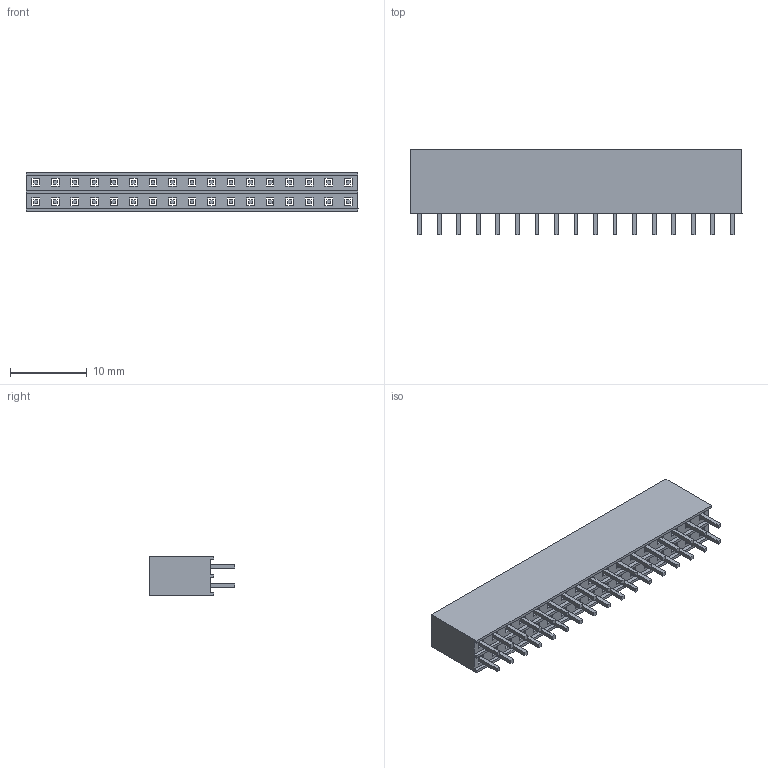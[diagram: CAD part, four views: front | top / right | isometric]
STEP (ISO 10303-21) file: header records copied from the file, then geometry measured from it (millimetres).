
FILE_DESCRIPTION (( 'STEP AP214' ), '1' );
FILE_NAME ('User Library-PBD2-34.STEP', '2019-09-30T10:59:28', ( '' ), ( '' ), 'SwSTEP 2.0', 'SolidWorks 2019', '' );
FILE_SCHEMA (( 'AUTOMOTIVE_DESIGN' ));
Length unit declared in the file: millimetre
Products named in the file (1): User Library-PBD2-34
Bounding box: 43.18 x 11.1 x 5.08 mm (x, y, z)
Volume: 1538.9 mm3; surface area: 2776.8 mm2
Topology: 35 solids, 35 shells, 490 faces, 1124 edges, 704 vertices
Faces by surface type: plane 490
Entity records: 13816 total; most frequent: CARTESIAN_POINT 2319, ORIENTED_EDGE 2248, DIRECTION 2106, EDGE_CURVE 1124, VECTOR 1124, LINE 1124, VERTEX_POINT 704, EDGE_LOOP 558
